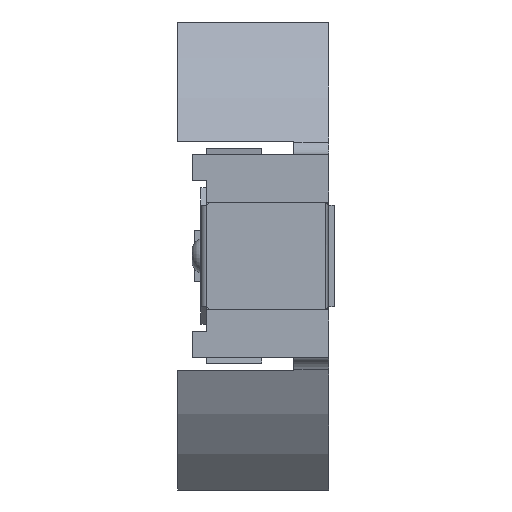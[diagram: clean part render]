
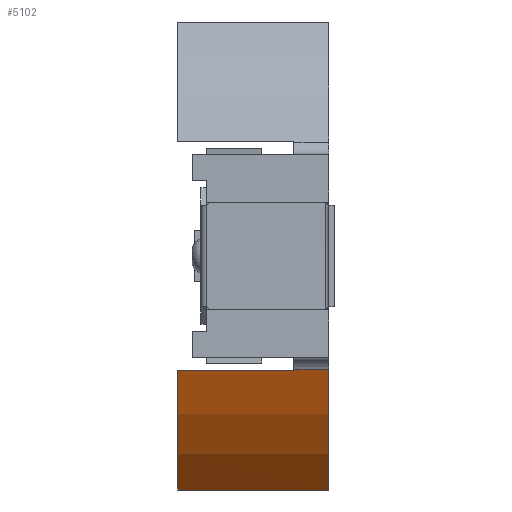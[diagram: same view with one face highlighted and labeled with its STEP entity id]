
A CAD part, left-side view. The second image highlights one B-rep face of the part: STEP entity #5102.
In plain terms, the highlighted cylindrical face has radius 11 mm (diameter 22 mm), a partial arc.
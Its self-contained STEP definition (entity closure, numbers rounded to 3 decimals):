
#15 = DIRECTION ( 'NONE',  ( 0., 0., 1. ) ) ;
#104 = EDGE_CURVE ( 'NONE', #1161, #5543, #1271, .T. ) ;
#170 = CARTESIAN_POINT ( 'NONE',  ( -10.276, 5.2, -3.925 ) ) ;
#296 = AXIS2_PLACEMENT_3D ( 'NONE', #1318, #5935, #1978 ) ;
#322 = CARTESIAN_POINT ( 'NONE',  ( -7.496, 5.2, -8.05 ) ) ;
#817 = DIRECTION ( 'NONE',  ( 0., 1., 0. ) ) ;
#854 = CARTESIAN_POINT ( 'NONE',  ( -7.496, 0., -8.05 ) ) ;
#861 = FACE_OUTER_BOUND ( 'NONE', #1109, .T. ) ;
#974 = DIRECTION ( 'NONE',  ( 0., -1., 0. ) ) ;
#991 = AXIS2_PLACEMENT_3D ( 'NONE', #6406, #6444, #15 ) ;
#1000 = ORIENTED_EDGE ( 'NONE', *, *, #7088, .T. ) ;
#1109 = EDGE_LOOP ( 'NONE', ( #3415, #1000, #3613, #3929, #7790, #1532 ) ) ;
#1118 = DIRECTION ( 'NONE',  ( 0., 1., 0. ) ) ;
#1161 = VERTEX_POINT ( 'NONE', #2882 ) ;
#1271 = CIRCLE ( 'NONE', #3565, 11. ) ;
#1298 = EDGE_CURVE ( 'NONE', #5909, #6549, #4655, .T. ) ;
#1318 = CARTESIAN_POINT ( 'NONE',  ( 0., 0., 0. ) ) ;
#1532 = ORIENTED_EDGE ( 'NONE', *, *, #3539, .T. ) ;
#1978 = DIRECTION ( 'NONE',  ( 0., 0., 1. ) ) ;
#2315 = CARTESIAN_POINT ( 'NONE',  ( -10.276, 5.2, -3.925 ) ) ;
#2547 = CARTESIAN_POINT ( 'NONE',  ( -10.278, 0., -3.918 ) ) ;
#2705 = VECTOR ( 'NONE', #817, 1000. ) ;
#2882 = CARTESIAN_POINT ( 'NONE',  ( -7.496, 5.2, -8.05 ) ) ;
#3261 = EDGE_CURVE ( 'NONE', #6728, #7035, #8370, .T. ) ;
#3351 = DIRECTION ( 'NONE',  ( 0., 0., -1. ) ) ;
#3415 = ORIENTED_EDGE ( 'NONE', *, *, #3261, .T. ) ;
#3539 = EDGE_CURVE ( 'NONE', #1161, #6728, #8182, .T. ) ;
#3565 = AXIS2_PLACEMENT_3D ( 'NONE', #7988, #1118, #7955 ) ;
#3584 = CARTESIAN_POINT ( 'NONE',  ( -10.278, 5.2, -3.918 ) ) ;
#3613 = ORIENTED_EDGE ( 'NONE', *, *, #1298, .F. ) ;
#3929 = ORIENTED_EDGE ( 'NONE', *, *, #8117, .T. ) ;
#4171 = LINE ( 'NONE', #3584, #7443 ) ;
#4245 = DIRECTION ( 'NONE',  ( 0., 1., 0. ) ) ;
#4655 = CIRCLE ( 'NONE', #991, 11. ) ;
#5102 = ADVANCED_FACE ( 'NONE', ( #861 ), #5898, .T. ) ;
#5315 = DIRECTION ( 'NONE',  ( 0., -1., 0. ) ) ;
#5543 = VERTEX_POINT ( 'NONE', #2315 ) ;
#5898 = CYLINDRICAL_SURFACE ( 'NONE', #6344, 11. ) ;
#5909 = VERTEX_POINT ( 'NONE', #6358 ) ;
#5935 = DIRECTION ( 'NONE',  ( 0., 1., 0. ) ) ;
#6344 = AXIS2_PLACEMENT_3D ( 'NONE', #7274, #5315, #3351 ) ;
#6358 = CARTESIAN_POINT ( 'NONE',  ( -10.276, 1.2, -3.925 ) ) ;
#6406 = CARTESIAN_POINT ( 'NONE',  ( 0., 1.2, 0. ) ) ;
#6444 = DIRECTION ( 'NONE',  ( 0., 1., 0. ) ) ;
#6514 = CARTESIAN_POINT ( 'NONE',  ( -10.278, 1.2, -3.918 ) ) ;
#6549 = VERTEX_POINT ( 'NONE', #6514 ) ;
#6728 = VERTEX_POINT ( 'NONE', #854 ) ;
#7035 = VERTEX_POINT ( 'NONE', #2547 ) ;
#7088 = EDGE_CURVE ( 'NONE', #7035, #6549, #4171, .T. ) ;
#7274 = CARTESIAN_POINT ( 'NONE',  ( 0., 5.2, 0. ) ) ;
#7443 = VECTOR ( 'NONE', #4245, 1000. ) ;
#7790 = ORIENTED_EDGE ( 'NONE', *, *, #104, .F. ) ;
#7936 = LINE ( 'NONE', #170, #2705 ) ;
#7955 = DIRECTION ( 'NONE',  ( 0., 0., 1. ) ) ;
#7983 = VECTOR ( 'NONE', #974, 1000. ) ;
#7988 = CARTESIAN_POINT ( 'NONE',  ( 0., 5.2, 0. ) ) ;
#8117 = EDGE_CURVE ( 'NONE', #5909, #5543, #7936, .T. ) ;
#8182 = LINE ( 'NONE', #322, #7983 ) ;
#8370 = CIRCLE ( 'NONE', #296, 11. ) ;
